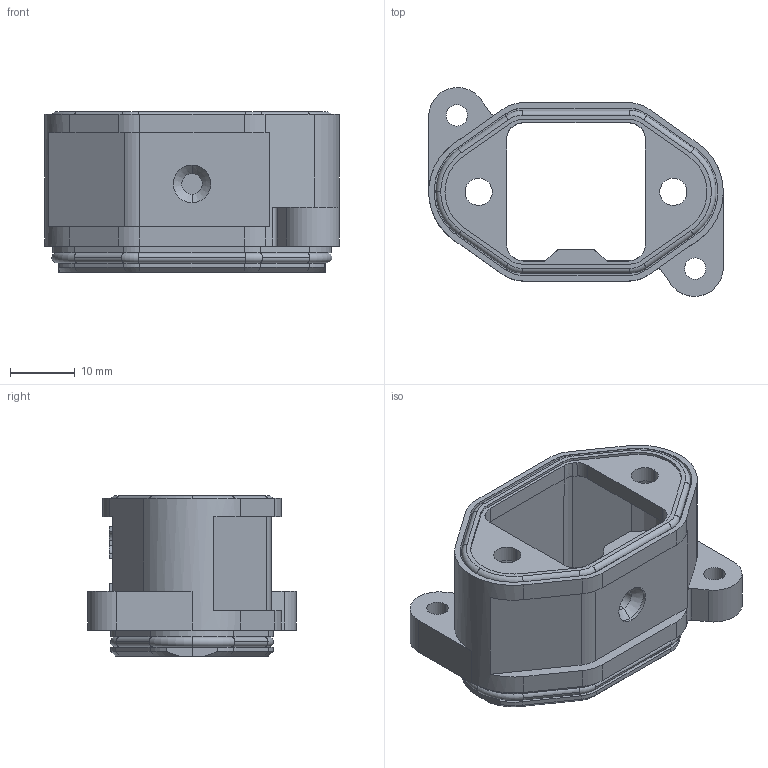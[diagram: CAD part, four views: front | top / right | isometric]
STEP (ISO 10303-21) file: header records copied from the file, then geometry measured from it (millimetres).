
FILE_DESCRIPTION(/* description */ (''),/* implementation_level */ '2;1');
FILE_NAME(/* name */ '3D_1130033201001_HP3A_H-BK-2H_V1.1.STP',/* time_stamp */ '2023-12-08T10:02:07+08:00',/* author */ (''),/* organization */ (''),/* preprocessor_version */ 'ST-DEVELOPER v18.1',/* originating_system */ 'SIEMENS PLM Software NX 1980',/* authorisation */ '');
FILE_SCHEMA (('AP203_CONFIGURATION_CONTROLLED_3D_DESIGN_OF_MECHANICAL_PARTS_AND_ASSEMBLIES_MIM_LF { 1 0 10303 403 2 1 2}'));
Length unit declared in the file: millimetre
Products named in the file (1): temp
Bounding box: 45.4 x 32.19 x 24.7 mm (x, y, z)
Volume: 7175.8 mm3; surface area: 7762.9 mm2
Topology: 7 solids, 7 shells, 299 faces, 801 edges, 524 vertices
Faces by surface type: plane 151, cylinder 95, cone 30, torus 15, extrusion 8
Entity records: 9712 total; most frequent: CARTESIAN_POINT 2162, ORIENTED_EDGE 1602, DIRECTION 1492, EDGE_CURVE 801, AXIS2_PLACEMENT_3D 544, VERTEX_POINT 524, VECTOR 404, LINE 396
